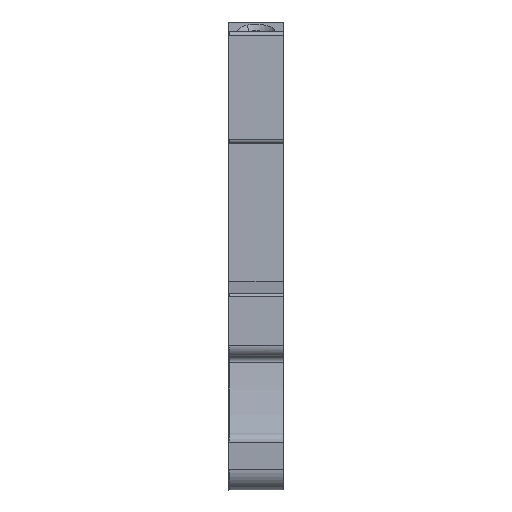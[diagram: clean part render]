
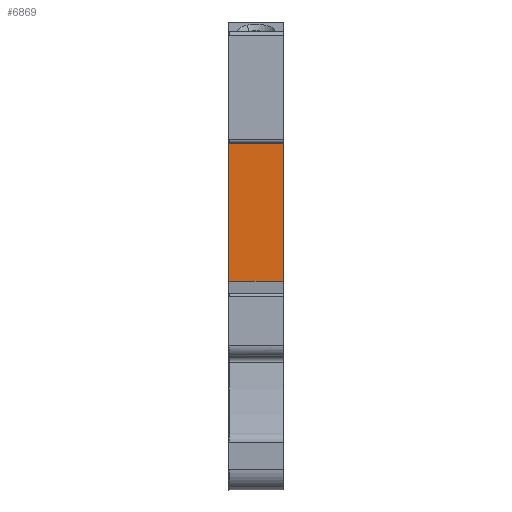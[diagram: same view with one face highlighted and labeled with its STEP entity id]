
A CAD part, front view. The second image highlights one B-rep face of the part: STEP entity #6869.
In plain terms, the highlighted planar face has unit normal (0, -1, 0).
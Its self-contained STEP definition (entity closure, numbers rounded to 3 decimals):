
#6856=AXIS2_PLACEMENT_3D('Plane Axis2P3D',#6853,#6854,#6855) ;
#1629=CARTESIAN_POINT('Vertex',(5.1,12.766,32.3)) ;
#1632=CARTESIAN_POINT('Line Origine',(5.1,12.766,25.875)) ;
#1636=CARTESIAN_POINT('Vertex',(5.1,12.766,19.45)) ;
#4169=CARTESIAN_POINT('Vertex',(0.,12.766,19.45)) ;
#4172=CARTESIAN_POINT('Line Origine',(0.,12.766,25.875)) ;
#4176=CARTESIAN_POINT('Vertex',(0.,12.766,32.3)) ;
#6839=CARTESIAN_POINT('Line Origine',(2.55,12.766,32.3)) ;
#6853=CARTESIAN_POINT('Axis2P3D Location',(0.,12.766,32.3)) ;
#6858=CARTESIAN_POINT('Line Origine',(2.55,12.766,19.45)) ;
#1633=DIRECTION('Vector Direction',(0.,0.,-1.)) ;
#4173=DIRECTION('Vector Direction',(0.,0.,-1.)) ;
#6840=DIRECTION('Vector Direction',(1.,0.,0.)) ;
#6854=DIRECTION('Axis2P3D Direction',(0.,-1.,0.)) ;
#6855=DIRECTION('Axis2P3D XDirection',(0.,0.,-1.)) ;
#6859=DIRECTION('Vector Direction',(-1.,0.,0.)) ;
#1634=VECTOR('Line Direction',#1633,1.) ;
#4174=VECTOR('Line Direction',#4173,1.) ;
#6841=VECTOR('Line Direction',#6840,1.) ;
#6860=VECTOR('Line Direction',#6859,1.) ;
#6864=ORIENTED_EDGE('',*,*,#1638,.F.) ;
#6865=ORIENTED_EDGE('',*,*,#6843,.F.) ;
#6866=ORIENTED_EDGE('',*,*,#4178,.F.) ;
#6867=ORIENTED_EDGE('',*,*,#6862,.F.) ;
#6869=ADVANCED_FACE('KLTR',(#6868),#6857,.T.) ;
#1638=EDGE_CURVE('',#1630,#1637,#1635,.T.) ;
#4178=EDGE_CURVE('',#4170,#4177,#4175,.F.) ;
#6843=EDGE_CURVE('',#4177,#1630,#6842,.T.) ;
#6862=EDGE_CURVE('',#1637,#4170,#6861,.T.) ;
#6863=EDGE_LOOP('',(#6864,#6865,#6866,#6867)) ;
#6868=FACE_OUTER_BOUND('',#6863,.T.) ;
#1635=LINE('Line',#1632,#1634) ;
#4175=LINE('Line',#4172,#4174) ;
#6842=LINE('Line',#6839,#6841) ;
#6861=LINE('Line',#6858,#6860) ;
#6857=PLANE('',#6856) ;
#1630=VERTEX_POINT('',#1629) ;
#1637=VERTEX_POINT('',#1636) ;
#4170=VERTEX_POINT('',#4169) ;
#4177=VERTEX_POINT('',#4176) ;
